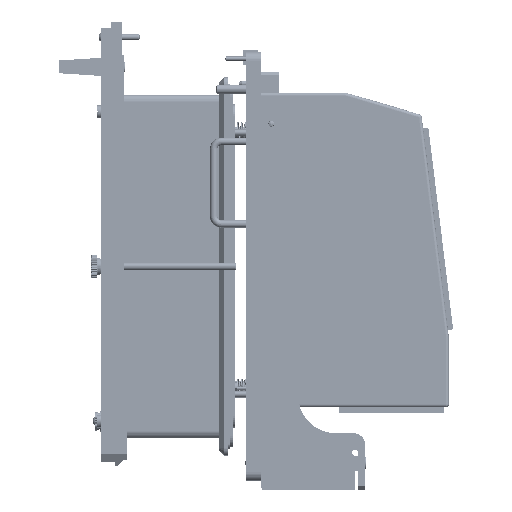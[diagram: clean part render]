
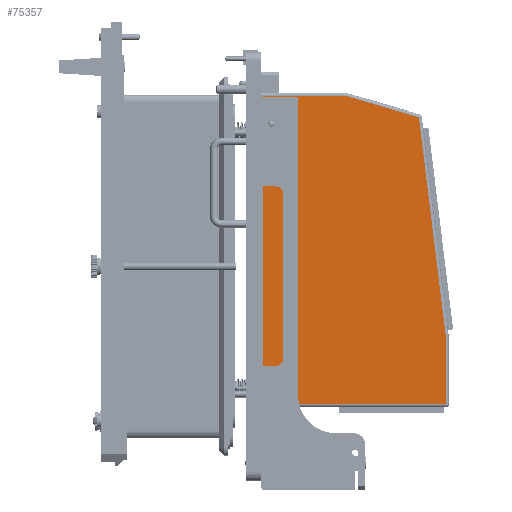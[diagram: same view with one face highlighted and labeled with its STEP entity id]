
A CAD part, left-side view. The second image highlights one B-rep face of the part: STEP entity #75357.
In plain terms, the highlighted planar face has unit normal (-1, 0, 0).
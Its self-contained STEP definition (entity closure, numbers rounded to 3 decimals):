
#1394 = DIRECTION ( 'NONE',  ( 0., 0.122, 0.993 ) ) ;
#2115 = LINE ( 'NONE', #2843, #50303 ) ;
#2843 = CARTESIAN_POINT ( 'NONE',  ( -75.5, 23.604, 118.191 ) ) ;
#3788 = VERTEX_POINT ( 'NONE', #56145 ) ;
#5627 = DIRECTION ( 'NONE',  ( 0., 1., 0. ) ) ;
#7459 = CARTESIAN_POINT ( 'NONE',  ( -75.5, 69.289, 103.25 ) ) ;
#15678 = DIRECTION ( 'NONE',  ( 0., 0.959, 0.283 ) ) ;
#16091 = VECTOR ( 'NONE', #21653, 1000. ) ;
#18975 = DIRECTION ( 'NONE',  ( 0., 0., 1. ) ) ;
#20648 = ORIENTED_EDGE ( 'NONE', *, *, #48214, .T. ) ;
#20805 = DIRECTION ( 'NONE',  ( 0., -1., 0. ) ) ;
#21653 = DIRECTION ( 'NONE',  ( 0., 0., 1. ) ) ;
#27927 = VERTEX_POINT ( 'NONE', #119262 ) ;
#29292 = CARTESIAN_POINT ( 'NONE',  ( -75.5, 124., -103.25 ) ) ;
#30212 = CARTESIAN_POINT ( 'NONE',  ( -75.5, 129., -103.25 ) ) ;
#30821 = EDGE_CURVE ( 'NONE', #121512, #84962, #120149, .T. ) ;
#31095 = CARTESIAN_POINT ( 'NONE',  ( -75.5, 124., 103.25 ) ) ;
#34159 = ORIENTED_EDGE ( 'NONE', *, *, #74689, .T. ) ;
#42317 = DIRECTION ( 'NONE',  ( 0., 0., -1. ) ) ;
#48214 = EDGE_CURVE ( 'NONE', #73308, #88676, #137667, .T. ) ;
#50303 = VECTOR ( 'NONE', #1394, 1000. ) ;
#50399 = AXIS2_PLACEMENT_3D ( 'NONE', #108303, #66923, #42317 ) ;
#56145 = CARTESIAN_POINT ( 'NONE',  ( -75.5, 19.983, 88.703 ) ) ;
#56372 = EDGE_CURVE ( 'NONE', #84962, #27927, #60320, .T. ) ;
#58052 = EDGE_LOOP ( 'NONE', ( #132566, #62695, #128751, #34159, #140305, #20648 ) ) ;
#60320 = LINE ( 'NONE', #127753, #68960 ) ;
#62695 = ORIENTED_EDGE ( 'NONE', *, *, #30821, .T. ) ;
#66923 = DIRECTION ( 'NONE',  ( 1., 0., 0. ) ) ;
#68960 = VECTOR ( 'NONE', #18975, 1000. ) ;
#70754 = LINE ( 'NONE', #114983, #93560 ) ;
#70940 = EDGE_CURVE ( 'NONE', #3788, #73308, #70754, .T. ) ;
#73137 = CARTESIAN_POINT ( 'NONE',  ( -75.5, 2., -103.25 ) ) ;
#73308 = VERTEX_POINT ( 'NONE', #7459 ) ;
#74689 = EDGE_CURVE ( 'NONE', #27927, #3788, #2115, .T. ) ;
#75357 = ADVANCED_FACE ( 'NONE', ( #110477 ), #119139, .F. ) ;
#84962 = VERTEX_POINT ( 'NONE', #73137 ) ;
#86952 = LINE ( 'NONE', #121719, #16091 ) ;
#88676 = VERTEX_POINT ( 'NONE', #31095 ) ;
#93560 = VECTOR ( 'NONE', #15678, 1000. ) ;
#98992 = VECTOR ( 'NONE', #5627, 1000. ) ;
#102487 = EDGE_CURVE ( 'NONE', #121512, #88676, #86952, .T. ) ;
#108303 = CARTESIAN_POINT ( 'NONE',  ( -75.5, 129., 105.25 ) ) ;
#110477 = FACE_OUTER_BOUND ( 'NONE', #58052, .T. ) ;
#114983 = CARTESIAN_POINT ( 'NONE',  ( -75.5, 124.761, 119.616 ) ) ;
#119139 = PLANE ( 'NONE',  #50399 ) ;
#119262 = CARTESIAN_POINT ( 'NONE',  ( -75.5, 2., -57.759 ) ) ;
#120149 = LINE ( 'NONE', #30212, #131688 ) ;
#121512 = VERTEX_POINT ( 'NONE', #29292 ) ;
#121719 = CARTESIAN_POINT ( 'NONE',  ( -75.5, 124., 105.25 ) ) ;
#127753 = CARTESIAN_POINT ( 'NONE',  ( -75.5, 2., -57.637 ) ) ;
#128751 = ORIENTED_EDGE ( 'NONE', *, *, #56372, .T. ) ;
#131688 = VECTOR ( 'NONE', #20805, 1000. ) ;
#132566 = ORIENTED_EDGE ( 'NONE', *, *, #102487, .F. ) ;
#137667 = LINE ( 'NONE', #139805, #98992 ) ;
#139805 = CARTESIAN_POINT ( 'NONE',  ( -75.5, 129., 103.25 ) ) ;
#140305 = ORIENTED_EDGE ( 'NONE', *, *, #70940, .T. ) ;
